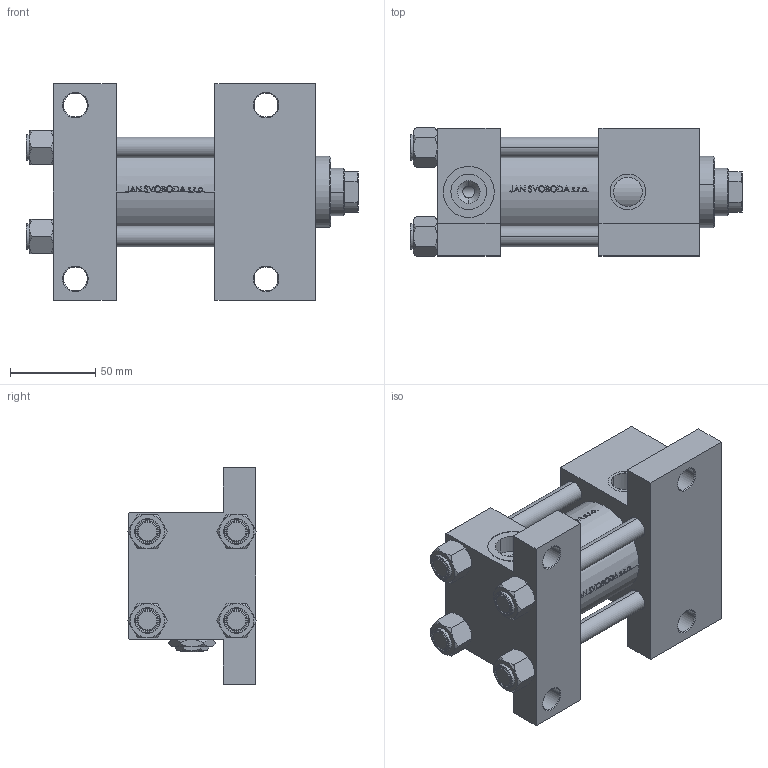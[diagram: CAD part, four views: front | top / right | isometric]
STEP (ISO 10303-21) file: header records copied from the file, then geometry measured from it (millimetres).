
FILE_DESCRIPTION (( 'STEP AP203' ), '1' );
FILE_NAME ('9790.STEP', '2022-06-13T12:25:15', ( '' ), ( '' ), 'SwSTEP 2.0', 'SolidWorks 2019', '' );
FILE_SCHEMA (( 'CONFIG_CONTROL_DESIGN' ));
Length unit declared in the file: millimetre
Products named in the file (7): V215CD_G_Body 42e4e831b0ed82d8cf2865c1cf504df9; V215CD_G_TYCINKA 42e4e831b0ed82d8cf2865c1cf504df9; V215CD_VC_G 42e4e831b0ed82d8cf2865c1cf504df9; V215CD_VCP_G 42e4e831b0ed82d8cf2865c1cf504df9; Zatka_pro_OIL_PORT 42e4e831b0ed82d8cf2865c1cf504df9; V215CD_NUT_M5_G 42e4e831b0ed82d8cf2865c1cf504df9; 9790
Assembly tree (12 placements, depth 2):
  9790
    V215CD_G_Body 42e4e831b0ed82d8cf2865c1cf504df9
    V215CD_VC_G 42e4e831b0ed82d8cf2865c1cf504df9
    V215CD_VCP_G 42e4e831b0ed82d8cf2865c1cf504df9
    V215CD_G_TYCINKA 42e4e831b0ed82d8cf2865c1cf504df9  x4
    V215CD_NUT_M5_G 42e4e831b0ed82d8cf2865c1cf504df9  x4
    Zatka_pro_OIL_PORT 42e4e831b0ed82d8cf2865c1cf504df9
Bounding box: 195 x 75.54 x 127 mm (x, y, z)
Volume: 760141.4 mm3; surface area: 165398.3 mm2
Topology: 12 solids, 12 shells, 1134 faces, 2854 edges, 1829 vertices
Faces by surface type: plane 453, bspline 380, cone 164, cylinder 129, torus 8
Entity records: 49089 total; most frequent: CARTESIAN_POINT 26439, ORIENTED_EDGE 5200, DIRECTION 3222, EDGE_CURVE 2600, VERTEX_POINT 1685, VECTOR 1330, LINE 1330, EDGE_LOOP 1121
